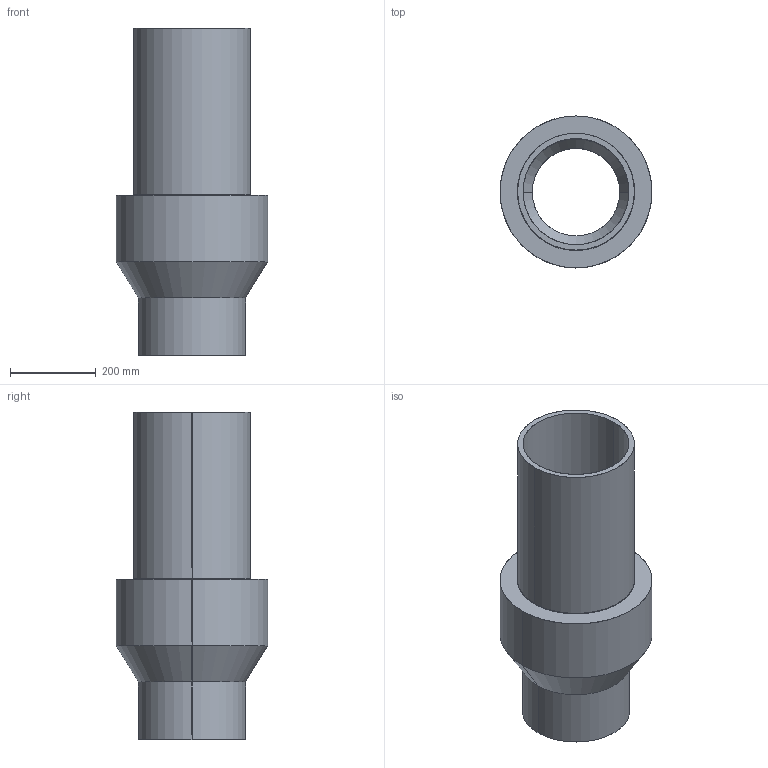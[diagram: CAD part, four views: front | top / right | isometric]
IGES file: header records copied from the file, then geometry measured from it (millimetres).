
Start section: SolidWorks IGES file using analytic representation for surfaces
Global section: file name: Transition Adaptor Pe-Steel_001 117 6180 0250.igs; native system: SolidWorks 2019; preprocessor: SolidWorks 2019; author: b.celik; date: 191226.095026; units: millimetre
Bounding box: 355 x 355 x 765 mm (x, y, z)
Surface area: 1353306.5 mm2 (no closed solid volume)
Topology: 0 solids, 0 shells, 20 faces, 576 edges, 576 vertices
Faces by surface type: revolution 16, bspline 4
